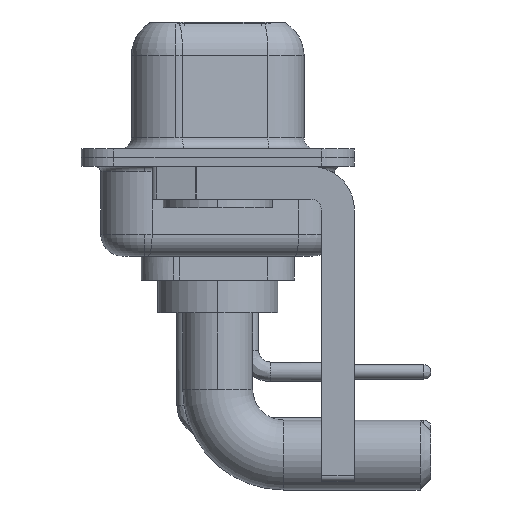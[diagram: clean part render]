
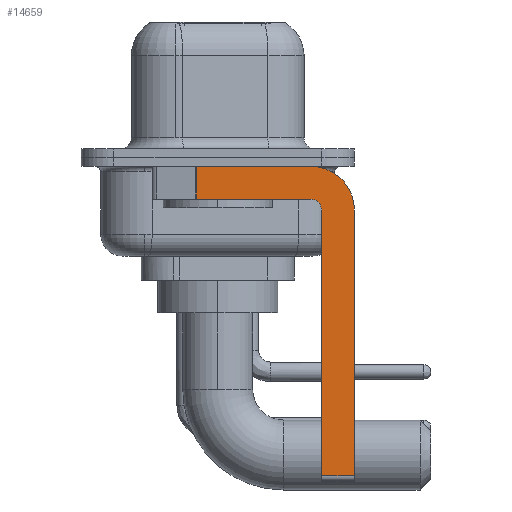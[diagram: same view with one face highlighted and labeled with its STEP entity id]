
A CAD part, left-side view. The second image highlights one B-rep face of the part: STEP entity #14659.
In plain terms, the highlighted planar face has unit normal (-1, 0, 0).
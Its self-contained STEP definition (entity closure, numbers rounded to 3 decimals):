
#307 = ORIENTED_EDGE ( 'NONE', *, *, #4867, .T. ) ;
#413 = VERTEX_POINT ( 'NONE', #1716 ) ;
#1592 = ORIENTED_EDGE ( 'NONE', *, *, #5731, .F. ) ;
#1716 = CARTESIAN_POINT ( 'NONE',  ( -2.9, -4.25, -1.9 ) ) ;
#3096 = CARTESIAN_POINT ( 'NONE',  ( -2.9, -4.25, -0.4 ) ) ;
#3345 = CIRCLE ( 'NONE', #7365, 0.5 ) ;
#3768 = CARTESIAN_POINT ( 'NONE',  ( -2.9, 3., -0.4 ) ) ;
#4048 = DIRECTION ( 'NONE',  ( 1., 0., 0. ) ) ;
#4387 = CARTESIAN_POINT ( 'NONE',  ( -2.9, -4.75, -2.4 ) ) ;
#4867 = EDGE_CURVE ( 'NONE', #13415, #9290, #6104, .T. ) ;
#5141 = DIRECTION ( 'NONE',  ( 0., 1., 0. ) ) ;
#5229 = DIRECTION ( 'NONE',  ( 1., 0., 0. ) ) ;
#5250 = EDGE_CURVE ( 'NONE', #8843, #7969, #11574, .T. ) ;
#5297 = CARTESIAN_POINT ( 'NONE',  ( -2.9, 0.978, -1.9 ) ) ;
#5415 = DIRECTION ( 'NONE',  ( 0., 0., -1. ) ) ;
#5607 = ORIENTED_EDGE ( 'NONE', *, *, #15902, .F. ) ;
#5731 = EDGE_CURVE ( 'NONE', #7969, #9734, #16769, .T. ) ;
#5816 = CARTESIAN_POINT ( 'NONE',  ( -2.9, -6.25, -2.4 ) ) ;
#5862 = VECTOR ( 'NONE', #7571, 1000. ) ;
#6104 = LINE ( 'NONE', #8981, #12406 ) ;
#6154 = LINE ( 'NONE', #11332, #7412 ) ;
#6485 = CARTESIAN_POINT ( 'NONE',  ( -2.9, -4.25, -14.55 ) ) ;
#6682 = CARTESIAN_POINT ( 'NONE',  ( -2.9, -4.25, -1.9 ) ) ;
#7242 = ORIENTED_EDGE ( 'NONE', *, *, #5250, .F. ) ;
#7365 = AXIS2_PLACEMENT_3D ( 'NONE', #8350, #9510, #13468 ) ;
#7412 = VECTOR ( 'NONE', #11604, 1000. ) ;
#7571 = DIRECTION ( 'NONE',  ( 0., -1., 0. ) ) ;
#7876 = CARTESIAN_POINT ( 'NONE',  ( -2.9, -6.25, -2.4 ) ) ;
#7969 = VERTEX_POINT ( 'NONE', #7876 ) ;
#8350 = CARTESIAN_POINT ( 'NONE',  ( -2.9, -4.25, -2.4 ) ) ;
#8631 = DIRECTION ( 'NONE',  ( 0., 0., -1. ) ) ;
#8843 = VERTEX_POINT ( 'NONE', #3096 ) ;
#8864 = LINE ( 'NONE', #6682, #11901 ) ;
#8887 = CARTESIAN_POINT ( 'NONE',  ( -2.9, 0.978, -0.4 ) ) ;
#8981 = CARTESIAN_POINT ( 'NONE',  ( -2.9, 0.978, -1.9 ) ) ;
#9032 = AXIS2_PLACEMENT_3D ( 'NONE', #16248, #4048, #15597 ) ;
#9234 = DIRECTION ( 'NONE',  ( 0., -1., 0. ) ) ;
#9290 = VERTEX_POINT ( 'NONE', #5297 ) ;
#9328 = ORIENTED_EDGE ( 'NONE', *, *, #10552, .T. ) ;
#9510 = DIRECTION ( 'NONE',  ( -1., 0., 0. ) ) ;
#9615 = VECTOR ( 'NONE', #9234, 1000. ) ;
#9734 = VERTEX_POINT ( 'NONE', #14727 ) ;
#9837 = VERTEX_POINT ( 'NONE', #4387 ) ;
#9936 = ORIENTED_EDGE ( 'NONE', *, *, #11601, .F. ) ;
#10201 = ORIENTED_EDGE ( 'NONE', *, *, #12549, .F. ) ;
#10552 = EDGE_CURVE ( 'NONE', #15673, #9734, #14581, .T. ) ;
#10569 = LINE ( 'NONE', #3768, #9615 ) ;
#11332 = CARTESIAN_POINT ( 'NONE',  ( -2.9, -4.75, -14.8 ) ) ;
#11574 = CIRCLE ( 'NONE', #9032, 2. ) ;
#11601 = EDGE_CURVE ( 'NONE', #13415, #8843, #10569, .T. ) ;
#11604 = DIRECTION ( 'NONE',  ( 0., 0., 1. ) ) ;
#11646 = AXIS2_PLACEMENT_3D ( 'NONE', #13604, #5229, #5415 ) ;
#11901 = VECTOR ( 'NONE', #5141, 1000. ) ;
#12406 = VECTOR ( 'NONE', #16873, 1000. ) ;
#12549 = EDGE_CURVE ( 'NONE', #9837, #413, #3345, .T. ) ;
#12786 = EDGE_CURVE ( 'NONE', #413, #9290, #8864, .T. ) ;
#13415 = VERTEX_POINT ( 'NONE', #8887 ) ;
#13468 = DIRECTION ( 'NONE',  ( 0., 0., 1. ) ) ;
#13604 = CARTESIAN_POINT ( 'NONE',  ( -2.9, -4.25, -2.4 ) ) ;
#13700 = FACE_OUTER_BOUND ( 'NONE', #16175, .T. ) ;
#14581 = LINE ( 'NONE', #6485, #5862 ) ;
#14659 = ADVANCED_FACE ( 'NONE', ( #13700 ), #14948, .F. ) ;
#14727 = CARTESIAN_POINT ( 'NONE',  ( -2.9, -6.25, -14.55 ) ) ;
#14948 = PLANE ( 'NONE',  #11646 ) ;
#15465 = ORIENTED_EDGE ( 'NONE', *, *, #12786, .F. ) ;
#15597 = DIRECTION ( 'NONE',  ( 0., 0., -1. ) ) ;
#15673 = VERTEX_POINT ( 'NONE', #16488 ) ;
#15902 = EDGE_CURVE ( 'NONE', #15673, #9837, #6154, .T. ) ;
#16175 = EDGE_LOOP ( 'NONE', ( #9936, #307, #15465, #10201, #5607, #9328, #1592, #7242 ) ) ;
#16248 = CARTESIAN_POINT ( 'NONE',  ( -2.9, -4.25, -2.4 ) ) ;
#16488 = CARTESIAN_POINT ( 'NONE',  ( -2.9, -4.75, -14.55 ) ) ;
#16769 = LINE ( 'NONE', #5816, #17254 ) ;
#16873 = DIRECTION ( 'NONE',  ( 0., 0., -1. ) ) ;
#17254 = VECTOR ( 'NONE', #8631, 1000. ) ;
